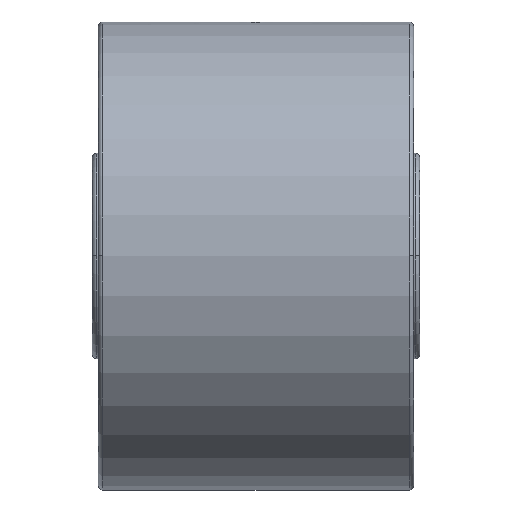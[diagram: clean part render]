
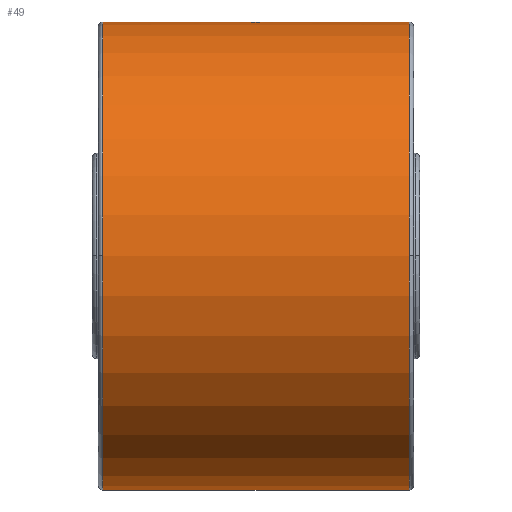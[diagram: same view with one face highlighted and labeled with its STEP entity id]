
A CAD part, top view. The second image highlights one B-rep face of the part: STEP entity #49.
In plain terms, the highlighted cylindrical face has radius 68.26 mm (diameter 136.52 mm), a partial arc.
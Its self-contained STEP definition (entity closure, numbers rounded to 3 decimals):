
#49=ADVANCED_FACE('',(#223),#224,.T.);
#223=FACE_OUTER_BOUND('',#592,.T.);
#224=CYLINDRICAL_SURFACE('',#593,68.26);
#592=EDGE_LOOP('',(#981,#982,#983,#984,#985,#986,#987,#988,#989));
#593=AXIS2_PLACEMENT_3D('',#990,#991,#992);
#981=ORIENTED_EDGE('',*,*,#2213,.F.);
#982=ORIENTED_EDGE('',*,*,#2214,.T.);
#983=ORIENTED_EDGE('',*,*,#2215,.T.);
#984=ORIENTED_EDGE('',*,*,#2216,.F.);
#985=ORIENTED_EDGE('',*,*,#2217,.F.);
#986=ORIENTED_EDGE('',*,*,#2209,.F.);
#987=ORIENTED_EDGE('',*,*,#2218,.F.);
#988=ORIENTED_EDGE('',*,*,#2219,.T.);
#989=ORIENTED_EDGE('',*,*,#2220,.T.);
#990=CARTESIAN_POINT('',(47.75,0.0,0.0));
#991=DIRECTION('',(1.0,0.0,0.0));
#992=DIRECTION('',(0.0,1.0,0.0));
#2209=EDGE_CURVE('',#2585,#2587,#2588,.T.);
#2213=EDGE_CURVE('',#2594,#2595,#2596,.T.);
#2214=EDGE_CURVE('',#2594,#2597,#2598,.T.);
#2215=EDGE_CURVE('',#2597,#2599,#2600,.T.);
#2216=EDGE_CURVE('',#2601,#2599,#2602,.T.);
#2217=EDGE_CURVE('',#2587,#2601,#2603,.T.);
#2218=EDGE_CURVE('',#2604,#2585,#2605,.T.);
#2219=EDGE_CURVE('',#2604,#2606,#2607,.T.);
#2220=EDGE_CURVE('',#2606,#2595,#2608,.T.);
#2585=VERTEX_POINT('',#3178);
#2587=VERTEX_POINT('',#3180);
#2588=CIRCLE('',#3181,68.26);
#2594=VERTEX_POINT('',#3187);
#2595=VERTEX_POINT('',#3188);
#2596=LINE('',#3189,#3190);
#2597=VERTEX_POINT('',#3191);
#2598=CIRCLE('',#3192,68.26);
#2599=VERTEX_POINT('',#3193);
#2600=CIRCLE('',#3194,68.26);
#2601=VERTEX_POINT('',#3195);
#2602=LINE('',#3196,#3197);
#2603=CIRCLE('',#3198,68.26);
#2604=VERTEX_POINT('',#3199);
#2605=LINE('',#3200,#3201);
#2606=VERTEX_POINT('',#3202);
#2607=B_SPLINE_CURVE_WITH_KNOTS('',3,(#3203,#3204,#3205,#3206,#3207,#3208,#3209,#3210,#3211,#3212,#3213,#3214,#3215,#3216,#3217,#3218,#3219,#3220),.UNSPECIFIED.,.F.,.F.,(4,2,2,2,2,2,2,2,4),(18.085,18.839,19.593,20.346,21.1,21.853,22.607,23.36,24.114),.UNSPECIFIED.);
#2608=B_SPLINE_CURVE_WITH_KNOTS('',3,(#3221,#3222,#3223,#3224,#3225,#3226,#3227,#3228,#3229,#3230,#3231,#3232,#3233,#3234,#3235,#3236,#3237,#3238),.UNSPECIFIED.,.F.,.F.,(4,2,2,2,2,2,2,2,4),(0.0,0.754,1.507,2.261,3.014,3.768,4.521,5.275,6.028),.UNSPECIFIED.);
#3178=CARTESIAN_POINT('',(92.385,68.26,0.0));
#3180=CARTESIAN_POINT('',(92.385,0.,68.26));
#3181=AXIS2_PLACEMENT_3D('',#4003,#4004,#4005);
#3187=CARTESIAN_POINT('',(3.115,68.26,0.0));
#3188=CARTESIAN_POINT('',(43.75,68.26,0.));
#3189=CARTESIAN_POINT('',(47.75,68.26,0.));
#3190=VECTOR('',#4015,1.0);
#3191=CARTESIAN_POINT('',(3.115,0.,68.26));
#3192=AXIS2_PLACEMENT_3D('',#4016,#4017,#4018);
#3193=CARTESIAN_POINT('',(3.115,-68.26,0.));
#3194=AXIS2_PLACEMENT_3D('',#4019,#4020,#4021);
#3195=CARTESIAN_POINT('',(92.385,-68.26,0.));
#3196=CARTESIAN_POINT('',(47.75,-68.26,0.));
#3197=VECTOR('',#4022,1.0);
#3198=AXIS2_PLACEMENT_3D('',#4023,#4024,#4025);
#3199=CARTESIAN_POINT('',(51.75,68.26,0.));
#3200=CARTESIAN_POINT('',(47.75,68.26,0.));
#3201=VECTOR('',#4026,1.0);
#3202=CARTESIAN_POINT('',(47.75,68.143,4.0));
#3203=CARTESIAN_POINT('',(51.75,68.26,0.));
#3204=CARTESIAN_POINT('',(51.75,68.26,0.251));
#3205=CARTESIAN_POINT('',(51.726,68.259,0.511));
#3206=CARTESIAN_POINT('',(51.625,68.253,1.028));
#3207=CARTESIAN_POINT('',(51.548,68.248,1.285));
#3208=CARTESIAN_POINT('',(51.343,68.237,1.777));
#3209=CARTESIAN_POINT('',(51.216,68.231,2.013));
#3210=CARTESIAN_POINT('',(50.923,68.216,2.45));
#3211=CARTESIAN_POINT('',(50.756,68.209,2.651));
#3212=CARTESIAN_POINT('',(50.401,68.194,3.006));
#3213=CARTESIAN_POINT('',(50.2,68.186,3.173));
#3214=CARTESIAN_POINT('',(49.763,68.172,3.466));
#3215=CARTESIAN_POINT('',(49.527,68.165,3.593));
#3216=CARTESIAN_POINT('',(49.035,68.154,3.798));
#3217=CARTESIAN_POINT('',(48.778,68.15,3.875));
#3218=CARTESIAN_POINT('',(48.261,68.144,3.976));
#3219=CARTESIAN_POINT('',(48.001,68.143,4.0));
#3220=CARTESIAN_POINT('',(47.75,68.143,4.0));
#3221=CARTESIAN_POINT('',(47.75,68.143,4.0));
#3222=CARTESIAN_POINT('',(47.499,68.143,4.0));
#3223=CARTESIAN_POINT('',(47.239,68.144,3.976));
#3224=CARTESIAN_POINT('',(46.722,68.15,3.875));
#3225=CARTESIAN_POINT('',(46.465,68.154,3.798));
#3226=CARTESIAN_POINT('',(45.973,68.165,3.593));
#3227=CARTESIAN_POINT('',(45.737,68.172,3.466));
#3228=CARTESIAN_POINT('',(45.3,68.186,3.173));
#3229=CARTESIAN_POINT('',(45.099,68.194,3.006));
#3230=CARTESIAN_POINT('',(44.744,68.209,2.651));
#3231=CARTESIAN_POINT('',(44.577,68.216,2.45));
#3232=CARTESIAN_POINT('',(44.284,68.231,2.013));
#3233=CARTESIAN_POINT('',(44.157,68.237,1.777));
#3234=CARTESIAN_POINT('',(43.952,68.248,1.285));
#3235=CARTESIAN_POINT('',(43.875,68.253,1.028));
#3236=CARTESIAN_POINT('',(43.774,68.259,0.511));
#3237=CARTESIAN_POINT('',(43.75,68.26,0.251));
#3238=CARTESIAN_POINT('',(43.75,68.26,0.));
#4003=CARTESIAN_POINT('',(92.385,0.0,0.0));
#4004=DIRECTION('',(1.0,0.0,0.0));
#4005=DIRECTION('',(0.0,1.0,0.0));
#4015=DIRECTION('',(1.0,0.0,0.0));
#4016=CARTESIAN_POINT('',(3.115,0.0,0.0));
#4017=DIRECTION('',(1.0,0.0,0.0));
#4018=DIRECTION('',(0.0,1.0,0.0));
#4019=CARTESIAN_POINT('',(3.115,0.0,0.0));
#4020=DIRECTION('',(1.0,0.0,0.0));
#4021=DIRECTION('',(0.0,1.0,0.0));
#4022=DIRECTION('',(-1.0,-0.0,-0.0));
#4023=CARTESIAN_POINT('',(92.385,0.0,0.0));
#4024=DIRECTION('',(1.0,0.0,0.0));
#4025=DIRECTION('',(0.0,1.0,0.0));
#4026=DIRECTION('',(1.0,0.0,0.0));
